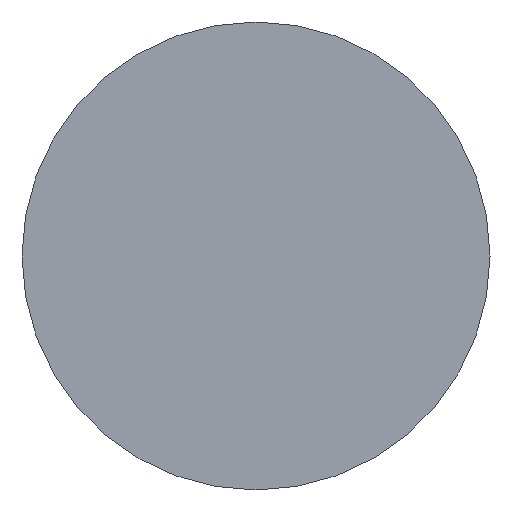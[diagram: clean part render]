
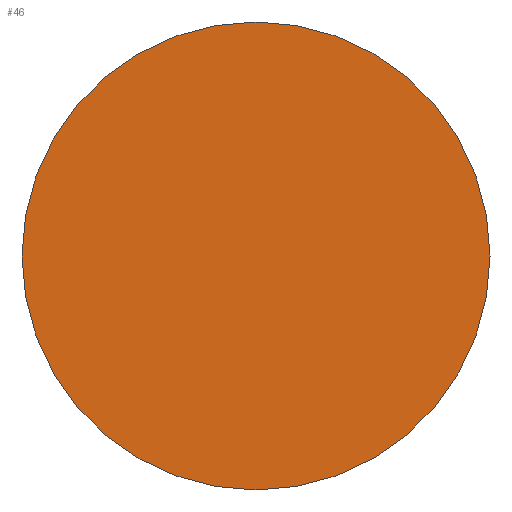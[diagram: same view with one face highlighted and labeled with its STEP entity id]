
A CAD part, front view. The second image highlights one B-rep face of the part: STEP entity #46.
In plain terms, the highlighted planar face has unit normal (0, -1, 0).
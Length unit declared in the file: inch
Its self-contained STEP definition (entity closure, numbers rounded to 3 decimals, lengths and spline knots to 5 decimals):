
#21 = DIRECTION ( 'NONE',  ( 0., -1., 0. ) ) ;
#30 = CARTESIAN_POINT ( 'NONE',  ( 0., 0., 0.375 ) ) ;
#46 = ADVANCED_FACE ( 'NONE', ( #347 ), #245, .T. ) ;
#51 = ORIENTED_EDGE ( 'NONE', *, *, #316, .T. ) ;
#71 = CARTESIAN_POINT ( 'NONE',  ( 0., 0., 0. ) ) ;
#82 = VERTEX_POINT ( 'NONE', #30 ) ;
#91 = ORIENTED_EDGE ( 'NONE', *, *, #255, .T. ) ;
#101 = DIRECTION ( 'NONE',  ( 0., -1., 0. ) ) ;
#125 = DIRECTION ( 'NONE',  ( 0., 0., -1. ) ) ;
#153 = CARTESIAN_POINT ( 'NONE',  ( 0., 0., -0.375 ) ) ;
#155 = DIRECTION ( 'NONE',  ( 0., -1., 0. ) ) ;
#160 = VERTEX_POINT ( 'NONE', #153 ) ;
#165 = AXIS2_PLACEMENT_3D ( 'NONE', #227, #21, #125 ) ;
#213 = CIRCLE ( 'NONE', #343, 0.375 ) ;
#227 = CARTESIAN_POINT ( 'NONE',  ( 0., 0., 0. ) ) ;
#242 = CARTESIAN_POINT ( 'NONE',  ( 0., 0., 0. ) ) ;
#245 = PLANE ( 'NONE',  #324 ) ;
#255 = EDGE_CURVE ( 'NONE', #160, #82, #281, .T. ) ;
#281 = CIRCLE ( 'NONE', #165, 0.375 ) ;
#296 = DIRECTION ( 'NONE',  ( 0., 0., -1. ) ) ;
#315 = DIRECTION ( 'NONE',  ( 0., 0., -1. ) ) ;
#316 = EDGE_CURVE ( 'NONE', #82, #160, #213, .T. ) ;
#324 = AXIS2_PLACEMENT_3D ( 'NONE', #242, #101, #315 ) ;
#343 = AXIS2_PLACEMENT_3D ( 'NONE', #71, #155, #296 ) ;
#347 = FACE_OUTER_BOUND ( 'NONE', #452, .T. ) ;
#452 = EDGE_LOOP ( 'NONE', ( #91, #51 ) ) ;
